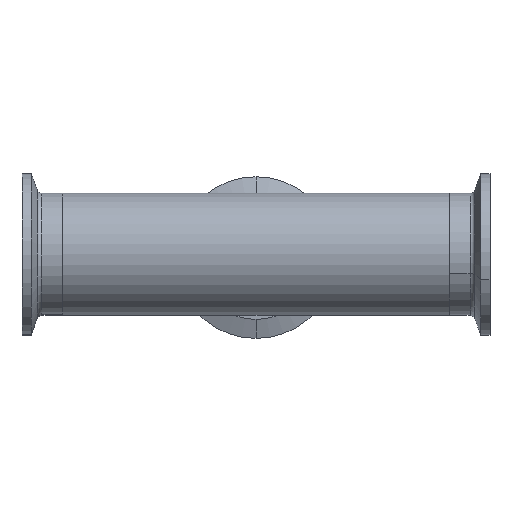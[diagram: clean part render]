
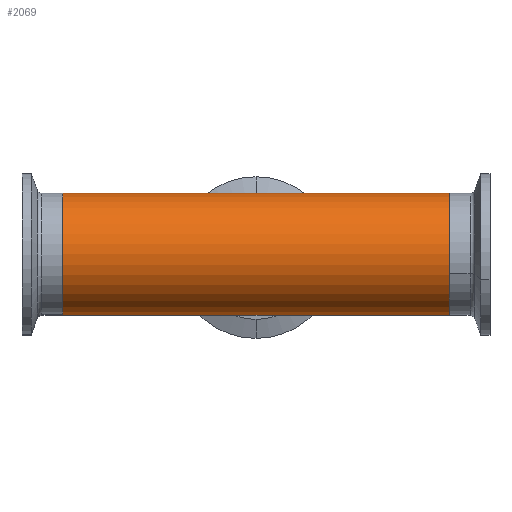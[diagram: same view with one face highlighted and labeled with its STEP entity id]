
A CAD part, front view. The second image highlights one B-rep face of the part: STEP entity #2069.
In plain terms, the highlighted cylindrical face has radius 19.05 mm (diameter 38.1 mm), a partial arc.
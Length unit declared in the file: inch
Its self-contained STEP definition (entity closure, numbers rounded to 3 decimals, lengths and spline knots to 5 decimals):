
#46 = DIRECTION ( 'NONE',  ( -1., 0., 0. ) ) ;
#122 = CYLINDRICAL_SURFACE ( 'NONE', #2041, 0.75 ) ;
#257 = EDGE_LOOP ( 'NONE', ( #286, #1177, #1801, #2673 ) ) ;
#286 = ORIENTED_EDGE ( 'NONE', *, *, #2661, .F. ) ;
#401 = VERTEX_POINT ( 'NONE', #2248 ) ;
#444 = CARTESIAN_POINT ( 'NONE',  ( 2.37402, 0., 0.75 ) ) ;
#562 = AXIS2_PLACEMENT_3D ( 'NONE', #1665, #2368, #1655 ) ;
#639 = VERTEX_POINT ( 'NONE', #444 ) ;
#765 = LINE ( 'NONE', #2976, #1469 ) ;
#885 = CARTESIAN_POINT ( 'NONE',  ( -2.37402, 0., 0. ) ) ;
#965 = CARTESIAN_POINT ( 'NONE',  ( -2.37402, 0., -0.75 ) ) ;
#982 = VECTOR ( 'NONE', #46, 39.37008 ) ;
#1017 = CIRCLE ( 'NONE', #562, 0.75 ) ;
#1086 = DIRECTION ( 'NONE',  ( -1., 0., 0. ) ) ;
#1101 = VERTEX_POINT ( 'NONE', #1183 ) ;
#1154 = CARTESIAN_POINT ( 'NONE',  ( 2.37402, 0., -0.75 ) ) ;
#1177 = ORIENTED_EDGE ( 'NONE', *, *, #2958, .F. ) ;
#1183 = CARTESIAN_POINT ( 'NONE',  ( -2.37402, 0., 0.75 ) ) ;
#1399 = VERTEX_POINT ( 'NONE', #965 ) ;
#1469 = VECTOR ( 'NONE', #1086, 39.37008 ) ;
#1546 = DIRECTION ( 'NONE',  ( -1., 0., 0. ) ) ;
#1655 = DIRECTION ( 'NONE',  ( 0., 0., -1. ) ) ;
#1665 = CARTESIAN_POINT ( 'NONE',  ( 2.37402, 0., 0. ) ) ;
#1801 = ORIENTED_EDGE ( 'NONE', *, *, #2452, .T. ) ;
#1904 = LINE ( 'NONE', #1154, #982 ) ;
#2028 = DIRECTION ( 'NONE',  ( 0., 0., 1. ) ) ;
#2041 = AXIS2_PLACEMENT_3D ( 'NONE', #2995, #1546, #2028 ) ;
#2069 = ADVANCED_FACE ( 'NONE', ( #2474 ), #122, .T. ) ;
#2248 = CARTESIAN_POINT ( 'NONE',  ( 2.37402, 0., -0.75 ) ) ;
#2368 = DIRECTION ( 'NONE',  ( 1., 0., 0. ) ) ;
#2452 = EDGE_CURVE ( 'NONE', #639, #1101, #765, .T. ) ;
#2474 = FACE_OUTER_BOUND ( 'NONE', #257, .T. ) ;
#2661 = EDGE_CURVE ( 'NONE', #401, #1399, #1904, .T. ) ;
#2666 = CIRCLE ( 'NONE', #2881, 0.75 ) ;
#2673 = ORIENTED_EDGE ( 'NONE', *, *, #2817, .T. ) ;
#2730 = DIRECTION ( 'NONE',  ( 1., 0., 0. ) ) ;
#2817 = EDGE_CURVE ( 'NONE', #1101, #1399, #2666, .T. ) ;
#2881 = AXIS2_PLACEMENT_3D ( 'NONE', #885, #2730, #2988 ) ;
#2958 = EDGE_CURVE ( 'NONE', #639, #401, #1017, .T. ) ;
#2976 = CARTESIAN_POINT ( 'NONE',  ( 2.37402, 0., 0.75 ) ) ;
#2988 = DIRECTION ( 'NONE',  ( 0., 0., -1. ) ) ;
#2995 = CARTESIAN_POINT ( 'NONE',  ( 2.37402, 0., 0. ) ) ;
